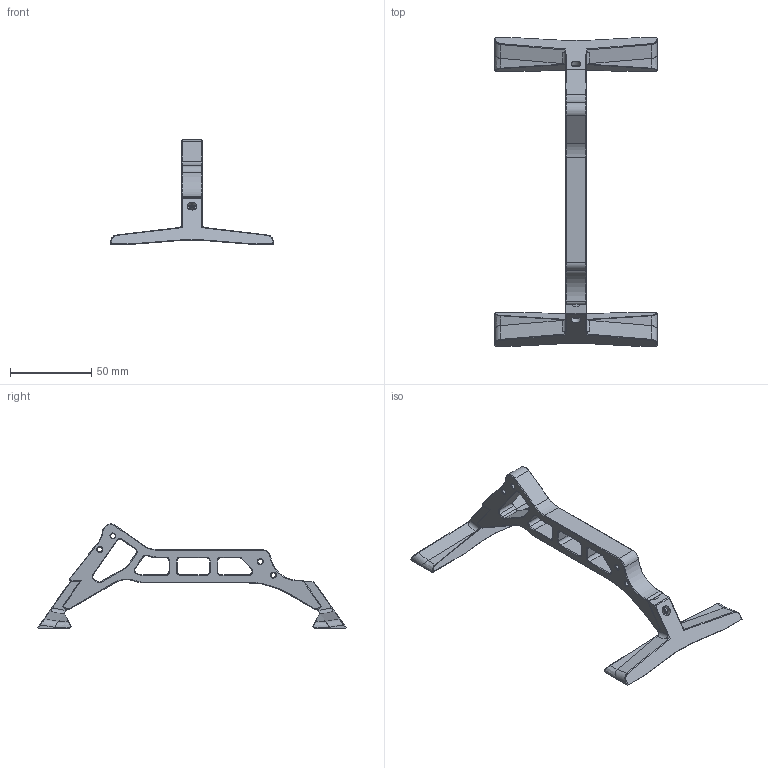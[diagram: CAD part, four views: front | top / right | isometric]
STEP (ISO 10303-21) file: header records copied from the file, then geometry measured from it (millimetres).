
FILE_DESCRIPTION(/* description */ (''),/* implementation_level */ '2;1');
FILE_NAME(/* name */ 'desk_stand.step',/* time_stamp */ '2024-11-16T14:31:52+01:00',/* author */ (''),/* organization */ (''),/* preprocessor_version */ 'ST-DEVELOPER v20',/* originating_system */ 'Autodesk Translation Framework v13.20.0.188',/* authorisation */ '');
FILE_SCHEMA (('AUTOMOTIVE_DESIGN { 1 0 10303 214 3 1 1 }'));
Length unit declared in the file: millimetre
Products named in the file (1): FilamentalistF1_v0.2_stp
Bounding box: 100 x 190.01 x 64.21 mm (x, y, z)
Volume: 51572.5 mm3; surface area: 24311.1 mm2
Topology: 3 solids, 3 shells, 366 faces, 919 edges, 558 vertices
Faces by surface type: plane 217, cone 70, cylinder 51, bspline 28
Full cylindrical faces by diameter (mm): 2.9 x5, 3.3 x3, 6 x2
Entity records: 11134 total; most frequent: CARTESIAN_POINT 2355, ORIENTED_EDGE 1838, DIRECTION 1779, EDGE_CURVE 919, LINE 671, VECTOR 671, VERTEX_POINT 558, AXIS2_PLACEMENT_3D 554
